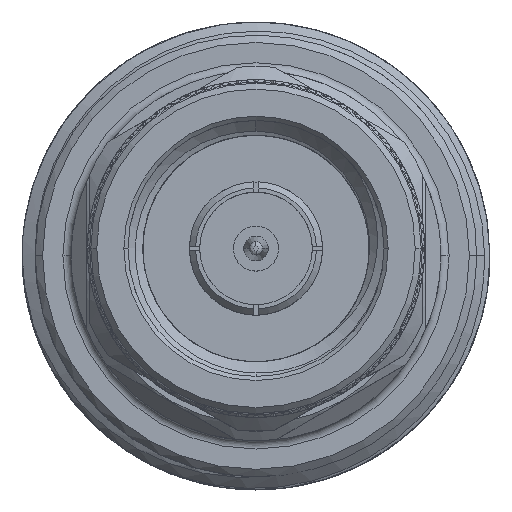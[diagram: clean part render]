
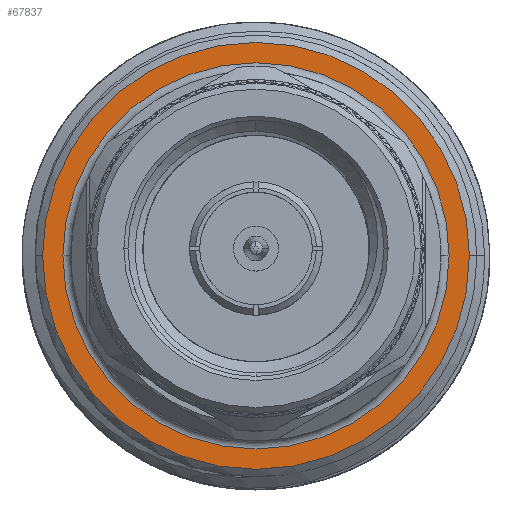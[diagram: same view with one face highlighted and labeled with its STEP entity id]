
A CAD part, top view. The second image highlights one B-rep face of the part: STEP entity #67837.
In plain terms, the highlighted face is planar.
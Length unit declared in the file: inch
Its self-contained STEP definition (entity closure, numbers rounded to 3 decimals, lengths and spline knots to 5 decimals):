
#974 = EDGE_LOOP ( 'NONE', ( #47194, #40759 ) ) ;
#5015 = AXIS2_PLACEMENT_3D ( 'NONE', #77700, #35096, #59556 ) ;
#6676 = DIRECTION ( 'NONE',  ( -1., 0., 0. ) ) ;
#7384 = ORIENTED_EDGE ( 'NONE', *, *, #22660, .T. ) ;
#7748 = CIRCLE ( 'NONE', #30445, 0.52087 ) ;
#7946 = VERTEX_POINT ( 'NONE', #58917 ) ;
#13388 = DIRECTION ( 'NONE',  ( 0., 0., 1. ) ) ;
#14095 = DIRECTION ( 'NONE',  ( -1., 0., 0. ) ) ;
#14317 = DIRECTION ( 'NONE',  ( 0., 0., 1. ) ) ;
#15245 = PLANE ( 'NONE',  #17722 ) ;
#15943 = EDGE_CURVE ( 'NONE', #7946, #35655, #51562, .T. ) ;
#17362 = VERTEX_POINT ( 'NONE', #41867 ) ;
#17722 = AXIS2_PLACEMENT_3D ( 'NONE', #27530, #14095, #32302 ) ;
#18144 = CARTESIAN_POINT ( 'NONE',  ( 0.41616, 0., 0. ) ) ;
#22660 = EDGE_CURVE ( 'NONE', #62808, #17362, #66878, .T. ) ;
#25439 = AXIS2_PLACEMENT_3D ( 'NONE', #55064, #42836, #14317 ) ;
#27530 = CARTESIAN_POINT ( 'NONE',  ( 0.41616, 0., 0. ) ) ;
#28685 = EDGE_LOOP ( 'NONE', ( #7384, #42825 ) ) ;
#30445 = AXIS2_PLACEMENT_3D ( 'NONE', #65743, #35753, #47219 ) ;
#32302 = DIRECTION ( 'NONE',  ( 0., 0., 1. ) ) ;
#35096 = DIRECTION ( 'NONE',  ( 1., 0., 0. ) ) ;
#35528 = CIRCLE ( 'NONE', #25439, 0.47132 ) ;
#35655 = VERTEX_POINT ( 'NONE', #65525 ) ;
#35753 = DIRECTION ( 'NONE',  ( 1., 0., 0. ) ) ;
#40759 = ORIENTED_EDGE ( 'NONE', *, *, #15943, .T. ) ;
#41867 = CARTESIAN_POINT ( 'NONE',  ( 0.41616, 0., -0.52087 ) ) ;
#42825 = ORIENTED_EDGE ( 'NONE', *, *, #70640, .T. ) ;
#42836 = DIRECTION ( 'NONE',  ( -1., 0., 0. ) ) ;
#43786 = FACE_BOUND ( 'NONE', #974, .T. ) ;
#47194 = ORIENTED_EDGE ( 'NONE', *, *, #72601, .T. ) ;
#47219 = DIRECTION ( 'NONE',  ( 0., 0., 1. ) ) ;
#51562 = CIRCLE ( 'NONE', #71721, 0.47132 ) ;
#55064 = CARTESIAN_POINT ( 'NONE',  ( 0.41616, 0., 0. ) ) ;
#58917 = CARTESIAN_POINT ( 'NONE',  ( 0.41616, 0., -0.47132 ) ) ;
#59556 = DIRECTION ( 'NONE',  ( 0., 0., 1. ) ) ;
#62808 = VERTEX_POINT ( 'NONE', #72573 ) ;
#65525 = CARTESIAN_POINT ( 'NONE',  ( 0.41616, 0., 0.47132 ) ) ;
#65743 = CARTESIAN_POINT ( 'NONE',  ( 0.41616, 0., 0. ) ) ;
#66878 = CIRCLE ( 'NONE', #5015, 0.52087 ) ;
#67837 = ADVANCED_FACE ( 'NONE', ( #43786, #75679 ), #15245, .F. ) ;
#70640 = EDGE_CURVE ( 'NONE', #17362, #62808, #7748, .T. ) ;
#71721 = AXIS2_PLACEMENT_3D ( 'NONE', #18144, #6676, #13388 ) ;
#72573 = CARTESIAN_POINT ( 'NONE',  ( 0.41616, 0., 0.52087 ) ) ;
#72601 = EDGE_CURVE ( 'NONE', #35655, #7946, #35528, .T. ) ;
#75679 = FACE_OUTER_BOUND ( 'NONE', #28685, .T. ) ;
#77700 = CARTESIAN_POINT ( 'NONE',  ( 0.41616, 0., 0. ) ) ;
